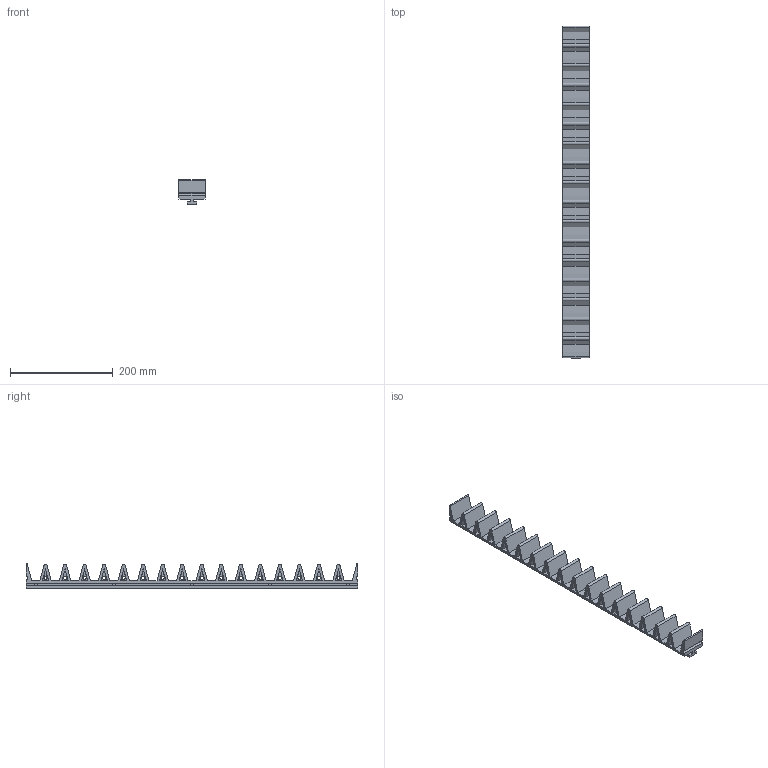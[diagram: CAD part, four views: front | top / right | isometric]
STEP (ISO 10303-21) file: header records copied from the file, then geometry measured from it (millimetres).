
FILE_DESCRIPTION(('CATIA V5 STEP Exchange','CAx-IF Rec.Pracs.--- Model Styling and Organization---1.5--- 2016-08-15','CAx-IF Rec.Pracs.---Supplemental Geometry---1.0---2011-11-01','CAx-IF Rec.Pracs.--- Composite Materials ---1.1---2010-07-15'),'2;1');
FILE_NAME('DE2453 SEPARATOR DUNNAGE.stp','2024-05-22T12:47:23+00:00',('none'),('none'),'CATIA Version 5-6 Release 2022 SP3','CATIA V5 STEP AP214 Edition 3 v2','none');
FILE_SCHEMA(('AUTOMOTIVE_DESIGN { 1 0 10303 214 3 1 1 1 }'));
Length unit declared in the file: inch
Products named in the file (1): DE2453 CX482 REAR DOOR OTR DUN 2
Bounding box: 50.8 x 647.7 x 47.7 mm (x, y, z)
Volume: 508299.4 mm3; surface area: 206339.5 mm2
Topology: 1 solids, 1 shells, 288 faces, 762 edges, 508 vertices
Faces by surface type: plane 234, cylinder 54
Entity records: 8232 total; most frequent: CARTESIAN_POINT 1558, ORIENTED_EDGE 1524, DIRECTION 1048, EDGE_CURVE 762, VECTOR 558, LINE 558, VERTEX_POINT 508, EDGE_LOOP 352
